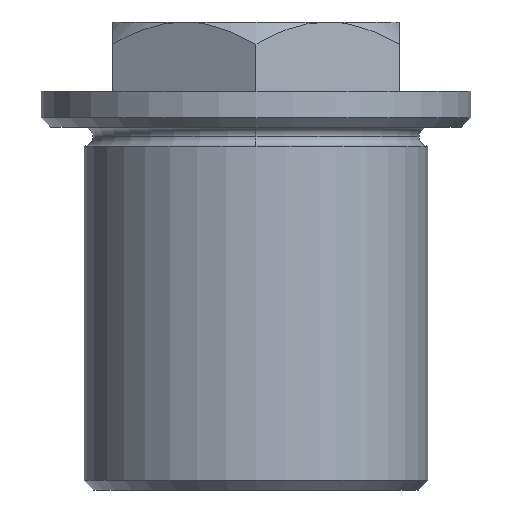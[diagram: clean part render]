
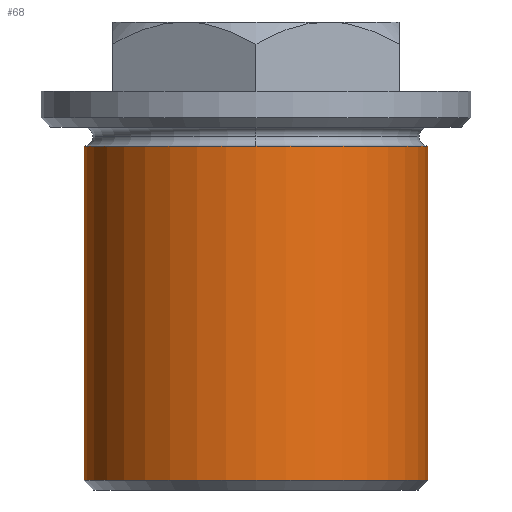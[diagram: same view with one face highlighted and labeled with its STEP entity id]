
A CAD part, left-side view. The second image highlights one B-rep face of the part: STEP entity #68.
In plain terms, the highlighted cylindrical face has radius 18 mm (diameter 36 mm), a partial arc.
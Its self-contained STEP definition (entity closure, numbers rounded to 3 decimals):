
#68=ADVANCED_FACE('',(#164),#165,.T.);
#164=FACE_OUTER_BOUND('',#289,.T.);
#165=CYLINDRICAL_SURFACE('',#290,18.0);
#289=EDGE_LOOP('',(#425,#426,#427,#428,#429));
#290=AXIS2_PLACEMENT_3D('',#430,#431,#432);
#425=ORIENTED_EDGE('',*,*,#732,.F.);
#426=ORIENTED_EDGE('',*,*,#719,.T.);
#427=ORIENTED_EDGE('',*,*,#725,.T.);
#428=ORIENTED_EDGE('',*,*,#733,.F.);
#429=ORIENTED_EDGE('',*,*,#728,.F.);
#430=CARTESIAN_POINT('',(0.,0.,-30.5));
#431=DIRECTION('',(0.,0.,-1.0));
#432=DIRECTION('',(0.,-1.0,0.0));
#719=EDGE_CURVE('',#843,#841,#844,.T.);
#725=EDGE_CURVE('',#841,#850,#852,.T.);
#728=EDGE_CURVE('',#854,#857,#858,.T.);
#732=EDGE_CURVE('',#843,#854,#863,.T.);
#733=EDGE_CURVE('',#857,#850,#864,.T.);
#841=VERTEX_POINT('',#1011);
#843=VERTEX_POINT('',#1013);
#844=CIRCLE('',#1014,18.0);
#850=VERTEX_POINT('',#1020);
#852=CIRCLE('',#1022,18.0);
#854=VERTEX_POINT('',#1024);
#857=VERTEX_POINT('',#1028);
#858=CIRCLE('',#1029,18.0);
#863=LINE('',#1035,#1036);
#864=LINE('',#1037,#1038);
#1011=CARTESIAN_POINT('',(-18.0,0.,-13.0));
#1013=CARTESIAN_POINT('',(0.,-18.0,-13.0));
#1014=AXIS2_PLACEMENT_3D('',#1345,#1346,#1347);
#1020=CARTESIAN_POINT('',(0.,18.0,-13.0));
#1022=AXIS2_PLACEMENT_3D('',#1360,#1361,#1362);
#1024=CARTESIAN_POINT('',(0.,-18.0,-48.0));
#1028=CARTESIAN_POINT('',(0.,18.0,-48.0));
#1029=AXIS2_PLACEMENT_3D('',#1364,#1365,#1366);
#1035=CARTESIAN_POINT('',(0.,-18.0,-30.5));
#1036=VECTOR('',#1371,1.0);
#1037=CARTESIAN_POINT('',(0.,18.0,-30.5));
#1038=VECTOR('',#1372,1.0);
#1345=CARTESIAN_POINT('',(0.,0.,-13.0));
#1346=DIRECTION('',(0.,0.,-1.0));
#1347=DIRECTION('',(0.,-1.0,0.0));
#1360=CARTESIAN_POINT('',(0.,0.,-13.0));
#1361=DIRECTION('',(0.,0.,-1.0));
#1362=DIRECTION('',(0.,-1.0,0.0));
#1364=CARTESIAN_POINT('',(0.,0.,-48.0));
#1365=DIRECTION('',(0.,0.,-1.0));
#1366=DIRECTION('',(0.,-1.0,0.0));
#1371=DIRECTION('',(0.,0.,-1.0));
#1372=DIRECTION('',(0.,0.,1.0));
